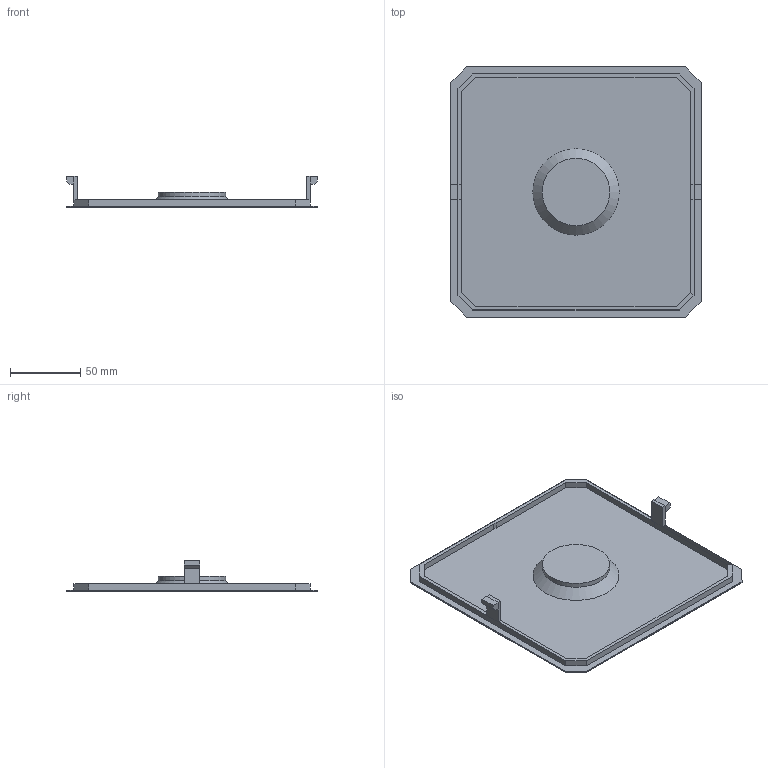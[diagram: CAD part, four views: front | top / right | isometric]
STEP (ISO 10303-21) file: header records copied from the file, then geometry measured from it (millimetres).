
FILE_DESCRIPTION(/* description */ ('','CAx-IF Rec.Pracs.---Representation and Presentation of Product Manufacturing Information (PMI)---4.0---2014-10-13'),/* implementation_level */ '2;1');
FILE_NAME(/* name */ '5kg-Pellet-Storage-Hopper-Cap.step',/* time_stamp */ '2024-12-08T16:26:22+01:00',/* author */ (''),/* organization */ (''),/* preprocessor_version */ 'ST-DEVELOPER v20',/* originating_system */ 'Autodesk Translation Framework v13.20.0.188',/* authorisation */ '');
FILE_SCHEMA (('AP242_MANAGED_MODEL_BASED_3D_ENGINEERING_MIM_LF { 1 0 10303 442 1 1 4 }'));
Length unit declared in the file: millimetre
Products named in the file (1): Adapter Datei Gehäuse V5
Bounding box: 178.65 x 178.53 x 22.4 mm (x, y, z)
Volume: 51102.5 mm3; surface area: 73850.5 mm2
Topology: 1 solids, 1 shells, 73 faces, 177 edges, 110 vertices
Faces by surface type: plane 54, bspline 13, cone 3, cylinder 2, torus 1
Full cylindrical faces by diameter (mm): 23.52 x1, 48.16 x1
Entity records: 2844 total; most frequent: CARTESIAN_POINT 1218, ORIENTED_EDGE 354, DIRECTION 268, EDGE_CURVE 177, LINE 124, VECTOR 124, VERTEX_POINT 110, EDGE_LOOP 77
